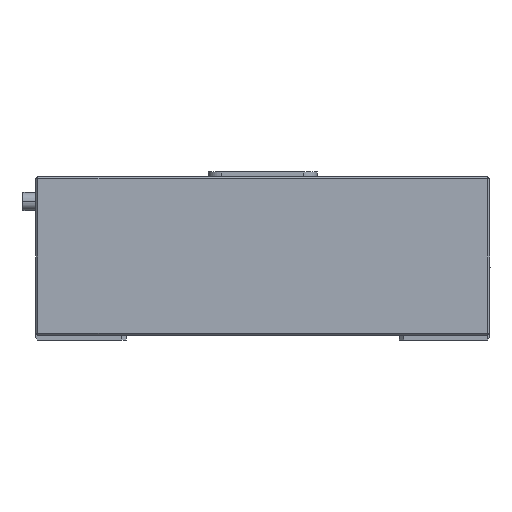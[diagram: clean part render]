
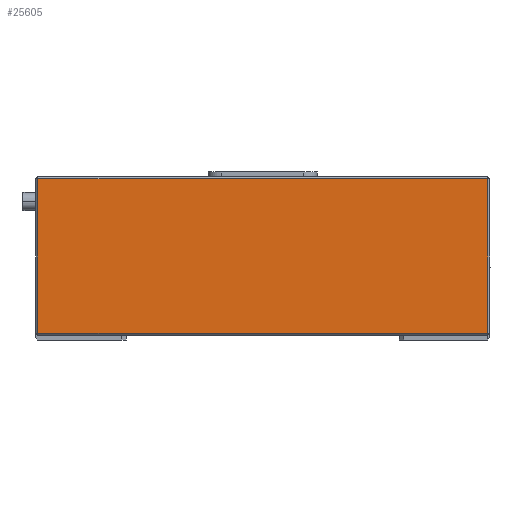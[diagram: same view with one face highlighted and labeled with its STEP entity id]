
A CAD part, front view. The second image highlights one B-rep face of the part: STEP entity #25605.
In plain terms, the highlighted planar face has unit normal (0, -1, 0).
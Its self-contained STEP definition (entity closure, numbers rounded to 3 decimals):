
#157 = ORIENTED_EDGE ( 'NONE', *, *, #45514, .F. ) ;
#1429 = VECTOR ( 'NONE', #24090, 1000. ) ;
#3649 = CARTESIAN_POINT ( 'NONE',  ( 49.5, -145., 17.5 ) ) ;
#3697 = CARTESIAN_POINT ( 'NONE',  ( -49.5, -145., -17. ) ) ;
#4026 = PLANE ( 'NONE',  #24389 ) ;
#7073 = DIRECTION ( 'NONE',  ( -1., 0., 0. ) ) ;
#9076 = FACE_OUTER_BOUND ( 'NONE', #35143, .T. ) ;
#9571 = CARTESIAN_POINT ( 'NONE',  ( 49.5, -145., -17. ) ) ;
#10692 = CARTESIAN_POINT ( 'NONE',  ( -50., -145., -17. ) ) ;
#10947 = DIRECTION ( 'NONE',  ( 0., 0., 1. ) ) ;
#11763 = LINE ( 'NONE', #3649, #21295 ) ;
#11908 = VERTEX_POINT ( 'NONE', #9571 ) ;
#14888 = LINE ( 'NONE', #41930, #1429 ) ;
#17537 = ORIENTED_EDGE ( 'NONE', *, *, #40021, .F. ) ;
#21104 = EDGE_CURVE ( 'NONE', #28505, #43255, #14888, .T. ) ;
#21295 = VECTOR ( 'NONE', #21674, 1000. ) ;
#21674 = DIRECTION ( 'NONE',  ( 0., 0., -1. ) ) ;
#21914 = DIRECTION ( 'NONE',  ( 0., 1., 0. ) ) ;
#24090 = DIRECTION ( 'NONE',  ( 0., 0., 1. ) ) ;
#24378 = LINE ( 'NONE', #10692, #45692 ) ;
#24389 = AXIS2_PLACEMENT_3D ( 'NONE', #39752, #21914, #10947 ) ;
#24935 = ORIENTED_EDGE ( 'NONE', *, *, #40601, .F. ) ;
#25394 = CARTESIAN_POINT ( 'NONE',  ( 50., -145., 17. ) ) ;
#25605 = ADVANCED_FACE ( 'NONE', ( #9076 ), #4026, .F. ) ;
#28505 = VERTEX_POINT ( 'NONE', #3697 ) ;
#28818 = CARTESIAN_POINT ( 'NONE',  ( -49.5, -145., 17. ) ) ;
#31679 = ORIENTED_EDGE ( 'NONE', *, *, #21104, .F. ) ;
#31986 = DIRECTION ( 'NONE',  ( 1., 0., 0. ) ) ;
#35143 = EDGE_LOOP ( 'NONE', ( #31679, #157, #17537, #24935 ) ) ;
#38638 = VECTOR ( 'NONE', #31986, 1000. ) ;
#39752 = CARTESIAN_POINT ( 'NONE',  ( -50., -145., 17.5 ) ) ;
#40021 = EDGE_CURVE ( 'NONE', #41677, #11908, #11763, .T. ) ;
#40601 = EDGE_CURVE ( 'NONE', #43255, #41677, #42008, .T. ) ;
#41677 = VERTEX_POINT ( 'NONE', #43350 ) ;
#41930 = CARTESIAN_POINT ( 'NONE',  ( -49.5, -145., 17.5 ) ) ;
#42008 = LINE ( 'NONE', #25394, #38638 ) ;
#43255 = VERTEX_POINT ( 'NONE', #28818 ) ;
#43350 = CARTESIAN_POINT ( 'NONE',  ( 49.5, -145., 17. ) ) ;
#45514 = EDGE_CURVE ( 'NONE', #11908, #28505, #24378, .T. ) ;
#45692 = VECTOR ( 'NONE', #7073, 1000. ) ;
